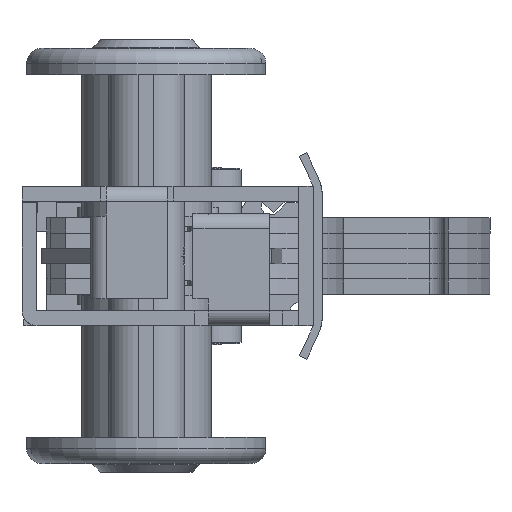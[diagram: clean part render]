
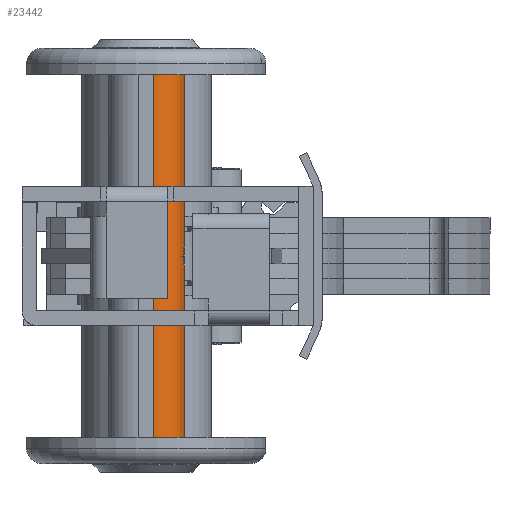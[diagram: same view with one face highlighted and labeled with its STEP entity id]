
A CAD part, front view. The second image highlights one B-rep face of the part: STEP entity #23442.
In plain terms, the highlighted cylindrical face has radius 4 mm (diameter 8 mm), a partial arc.
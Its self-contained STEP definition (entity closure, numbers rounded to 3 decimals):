
#535 = CARTESIAN_POINT ( 'NONE',  ( 5., -12.5, 27.15 ) ) ;
#1056 = CARTESIAN_POINT ( 'NONE',  ( 4.879, -13.478, -0.385 ) ) ;
#1210 = CARTESIAN_POINT ( 'NONE',  ( 4.873, -13.5, 0. ) ) ;
#1627 = CARTESIAN_POINT ( 'NONE',  ( 5., -12.656, 1.883 ) ) ;
#1799 = CARTESIAN_POINT ( 'NONE',  ( 5., -12.5, 27.15 ) ) ;
#2732 = CARTESIAN_POINT ( 'NONE',  ( 1., -16.5, 27.15 ) ) ;
#3565 = VERTEX_POINT ( 'NONE', #15185 ) ;
#3621 = CARTESIAN_POINT ( 'NONE',  ( 4.965, -13.043, -1.454 ) ) ;
#4324 = CARTESIAN_POINT ( 'NONE',  ( 4.965, -13.045, 1.451 ) ) ;
#4380 = CARTESIAN_POINT ( 'NONE',  ( 1., -12.5, -27.15 ) ) ;
#4818 = CARTESIAN_POINT ( 'NONE',  ( 5., -12.5, 2. ) ) ;
#5449 = DIRECTION ( 'NONE',  ( 0., 0., -1. ) ) ;
#5663 = FACE_OUTER_BOUND ( 'NONE', #26807, .T. ) ;
#5718 = CARTESIAN_POINT ( 'NONE',  ( 1., -16.5, 27.15 ) ) ;
#5779 = B_SPLINE_CURVE_WITH_KNOTS ( 'NONE', 3,
 ( #6364, #23743, #16303, #9205, #25950, #11096, #4324, #18376, #1627, #25796 ),
 .UNSPECIFIED., .F., .F.,
 ( 4, 2, 2, 2, 4 ),
 ( 0.002, 0.003, 0.003, 0.004, 0.005 ),
 .UNSPECIFIED. ) ;
#6129 = CARTESIAN_POINT ( 'NONE',  ( 4.916, -13.322, -0.946 ) ) ;
#6364 = CARTESIAN_POINT ( 'NONE',  ( 4.873, -13.5, 0. ) ) ;
#6421 = DIRECTION ( 'NONE',  ( 0., 0., 1. ) ) ;
#6801 = CARTESIAN_POINT ( 'NONE',  ( 1., -16.5, -27.15 ) ) ;
#7004 = LINE ( 'NONE', #2732, #26341 ) ;
#7034 = CIRCLE ( 'NONE', #17621, 4. ) ;
#7461 = EDGE_CURVE ( 'NONE', #17964, #15289, #27403, .T. ) ;
#8014 = ORIENTED_EDGE ( 'NONE', *, *, #7461, .F. ) ;
#9205 = CARTESIAN_POINT ( 'NONE',  ( 4.9, -13.389, 0.762 ) ) ;
#10454 = VERTEX_POINT ( 'NONE', #19085 ) ;
#10526 = CIRCLE ( 'NONE', #28211, 4. ) ;
#10842 = CARTESIAN_POINT ( 'NONE',  ( 4.873, -13.5, -0.193 ) ) ;
#11096 = CARTESIAN_POINT ( 'NONE',  ( 4.948, -13.15, 1.29 ) ) ;
#11152 = CARTESIAN_POINT ( 'NONE',  ( 5., -12.5, -2. ) ) ;
#11502 = ORIENTED_EDGE ( 'NONE', *, *, #13155, .F. ) ;
#11712 = DIRECTION ( 'NONE',  ( 0., 0., -1. ) ) ;
#11718 = ORIENTED_EDGE ( 'NONE', *, *, #25439, .T. ) ;
#12111 = CYLINDRICAL_SURFACE ( 'NONE', #22824, 4. ) ;
#13155 = EDGE_CURVE ( 'NONE', #23209, #17964, #7034, .T. ) ;
#13216 = CARTESIAN_POINT ( 'NONE',  ( 4.948, -13.15, -1.289 ) ) ;
#13982 = DIRECTION ( 'NONE',  ( -1., 0., 0. ) ) ;
#14538 = ORIENTED_EDGE ( 'NONE', *, *, #17190, .T. ) ;
#14653 = DIRECTION ( 'NONE',  ( -1., 0., 0. ) ) ;
#15185 = CARTESIAN_POINT ( 'NONE',  ( 4.873, -13.5, 0. ) ) ;
#15250 = DIRECTION ( 'NONE',  ( -1., 0., 0. ) ) ;
#15289 = VERTEX_POINT ( 'NONE', #4818 ) ;
#15428 = CARTESIAN_POINT ( 'NONE',  ( 4.991, -12.796, -1.75 ) ) ;
#15693 = CARTESIAN_POINT ( 'NONE',  ( 5., -12.5, -27.15 ) ) ;
#15814 = VECTOR ( 'NONE', #18868, 1000. ) ;
#16303 = CARTESIAN_POINT ( 'NONE',  ( 4.879, -13.477, 0.388 ) ) ;
#17190 = EDGE_CURVE ( 'NONE', #25800, #26821, #10526, .T. ) ;
#17621 = AXIS2_PLACEMENT_3D ( 'NONE', #26676, #21459, #14653 ) ;
#17964 = VERTEX_POINT ( 'NONE', #21924 ) ;
#18376 = CARTESIAN_POINT ( 'NONE',  ( 4.991, -12.798, 1.748 ) ) ;
#18490 = VECTOR ( 'NONE', #5449, 1000. ) ;
#18868 = DIRECTION ( 'NONE',  ( 0., 0., -1. ) ) ;
#19085 = CARTESIAN_POINT ( 'NONE',  ( 5., -12.5, -2. ) ) ;
#19720 = EDGE_CURVE ( 'NONE', #10454, #3565, #24573, .T. ) ;
#21459 = DIRECTION ( 'NONE',  ( 0., 0., 1. ) ) ;
#21470 = ORIENTED_EDGE ( 'NONE', *, *, #30184, .F. ) ;
#21915 = ORIENTED_EDGE ( 'NONE', *, *, #19720, .T. ) ;
#21924 = CARTESIAN_POINT ( 'NONE',  ( 5., -12.5, 27.15 ) ) ;
#22824 = AXIS2_PLACEMENT_3D ( 'NONE', #29056, #26679, #15250 ) ;
#22868 = CARTESIAN_POINT ( 'NONE',  ( 4.9, -13.389, -0.763 ) ) ;
#23020 = CARTESIAN_POINT ( 'NONE',  ( 5., -12.656, -1.883 ) ) ;
#23209 = VERTEX_POINT ( 'NONE', #5718 ) ;
#23442 = ADVANCED_FACE ( 'NONE', ( #5663 ), #12111, .T. ) ;
#23445 = LINE ( 'NONE', #1799, #15814 ) ;
#23675 = ORIENTED_EDGE ( 'NONE', *, *, #25470, .T. ) ;
#23743 = CARTESIAN_POINT ( 'NONE',  ( 4.873, -13.5, 0.193 ) ) ;
#24573 = B_SPLINE_CURVE_WITH_KNOTS ( 'NONE', 3,
 ( #11152, #23020, #15428, #3621, #13216, #6129, #22868, #1056, #10842, #1210 ),
 .UNSPECIFIED., .F., .F.,
 ( 4, 2, 2, 2, 4 ),
 ( 0., 0.001, 0.001, 0.002, 0.002 ),
 .UNSPECIFIED. ) ;
#25439 = EDGE_CURVE ( 'NONE', #3565, #15289, #5779, .T. ) ;
#25470 = EDGE_CURVE ( 'NONE', #23209, #25800, #7004, .T. ) ;
#25796 = CARTESIAN_POINT ( 'NONE',  ( 5., -12.5, 2. ) ) ;
#25800 = VERTEX_POINT ( 'NONE', #6801 ) ;
#25950 = CARTESIAN_POINT ( 'NONE',  ( 4.916, -13.322, 0.945 ) ) ;
#26341 = VECTOR ( 'NONE', #11712, 1000. ) ;
#26676 = CARTESIAN_POINT ( 'NONE',  ( 1., -12.5, 27.15 ) ) ;
#26679 = DIRECTION ( 'NONE',  ( 0., 0., -1. ) ) ;
#26807 = EDGE_LOOP ( 'NONE', ( #21470, #21915, #11718, #8014, #11502, #23675, #14538 ) ) ;
#26821 = VERTEX_POINT ( 'NONE', #15693 ) ;
#27403 = LINE ( 'NONE', #535, #18490 ) ;
#28211 = AXIS2_PLACEMENT_3D ( 'NONE', #4380, #6421, #13982 ) ;
#29056 = CARTESIAN_POINT ( 'NONE',  ( 1., -12.5, 27.15 ) ) ;
#30184 = EDGE_CURVE ( 'NONE', #10454, #26821, #23445, .T. ) ;
